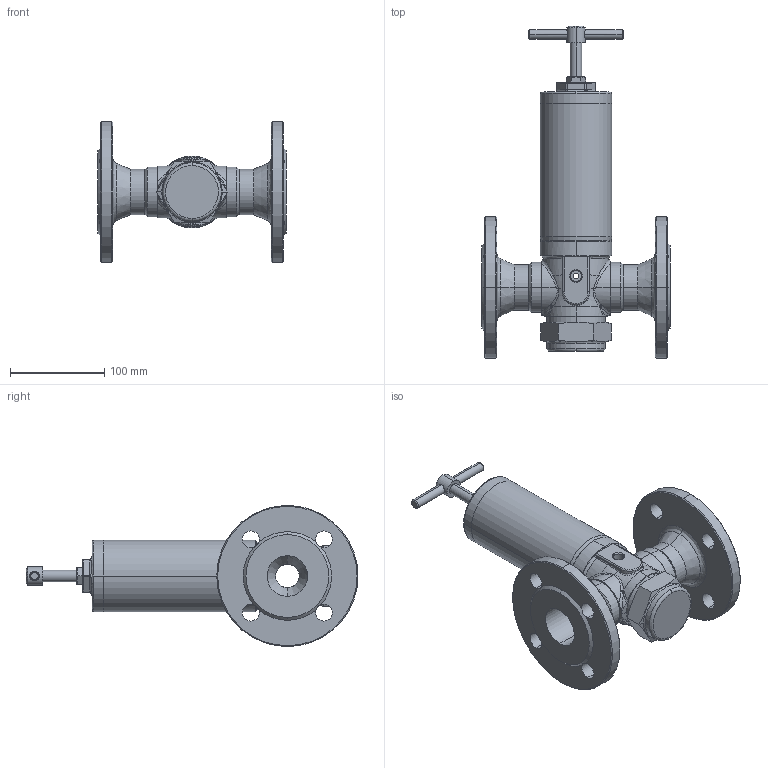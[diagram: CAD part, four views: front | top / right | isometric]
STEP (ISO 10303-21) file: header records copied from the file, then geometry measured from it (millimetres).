
FILE_DESCRIPTION (( 'STEP AP203' ), '1' );
FILE_NAME ('Typ_71-BG_II-D040.STEP', '2021-03-11T07:16:39', ( '' ), ( '' ), 'SwSTEP 2.0', 'SolidWorks 2016', '' );
FILE_SCHEMA (( 'CONFIG_CONTROL_DESIGN' ));
Length unit declared in the file: millimetre
Products named in the file (1): Typ_71-BG_II-D040
Bounding box: 200 x 352.6 x 150 mm (x, y, z)
Volume: 835563.2 mm3; surface area: 265077.5 mm2
Topology: 8 solids, 8 shells, 457 faces, 1105 edges, 658 vertices
Faces by surface type: cylinder 163, bspline 121, cone 108, plane 65
Entity records: 21665 total; most frequent: CARTESIAN_POINT 11613, ORIENTED_EDGE 2178, DIRECTION 2003, EDGE_CURVE 1089, AXIS2_PLACEMENT_3D 857, VERTEX_POINT 658, CIRCLE 520, EDGE_LOOP 503
